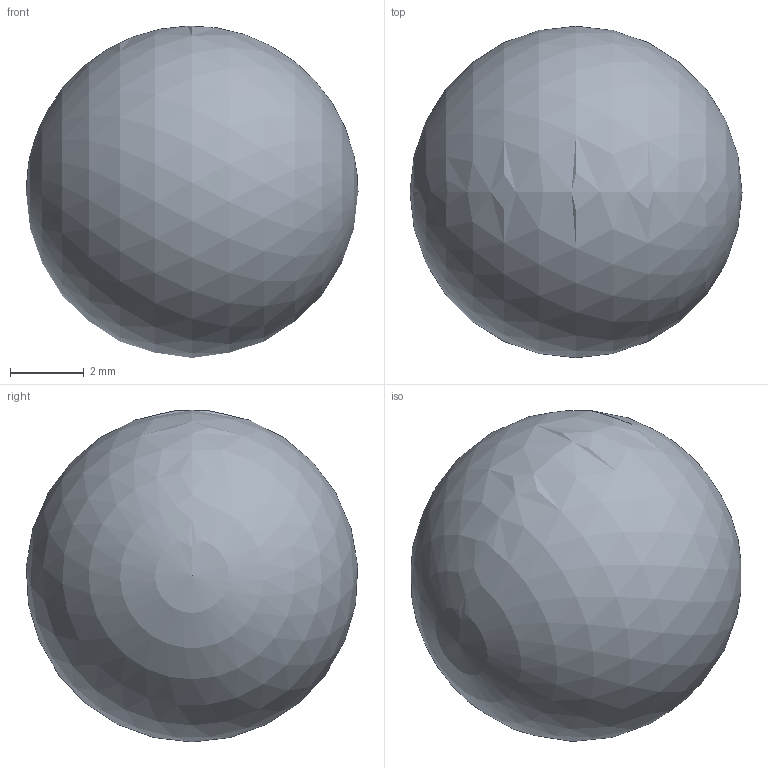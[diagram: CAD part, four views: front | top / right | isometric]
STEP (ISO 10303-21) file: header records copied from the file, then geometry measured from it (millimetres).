
FILE_DESCRIPTION( ( '' ), ' ' );
FILE_NAME( '5ae7d6bf0d08e30f9e09cba4.step', '2018-05-01T02:53:52', ( '' ), ( '' ), ' ', ' ', ' ' );
FILE_SCHEMA( ( 'AUTOMOTIVE_DESIGN { 1 0 10303 214 1 1 1 1 }' ) );
Length unit declared in the file: metre
Products named in the file (1): Part 13
Bounding box: 9 x 8.98 x 9 mm (x, y, z)
Volume: 381.7 mm3; surface area: 254.5 mm2
Topology: 1 solids, 1 shells, 1 faces, 3 edges, 2 vertices
Faces by surface type: sphere 1
Entity records: 46 total; most frequent: CARTESIAN_POINT 4, DIRECTION 4, AXIS2_PLACEMENT_3D 2, DIMENSIONAL_EXPONENTS 2, FACE_BOUND 2, VERTEX_LOOP 2, VERTEX_POINT 2, MECHANICAL_DESIGN_GEOMETRIC_PRESENTATION_REPRESENTATION 1
